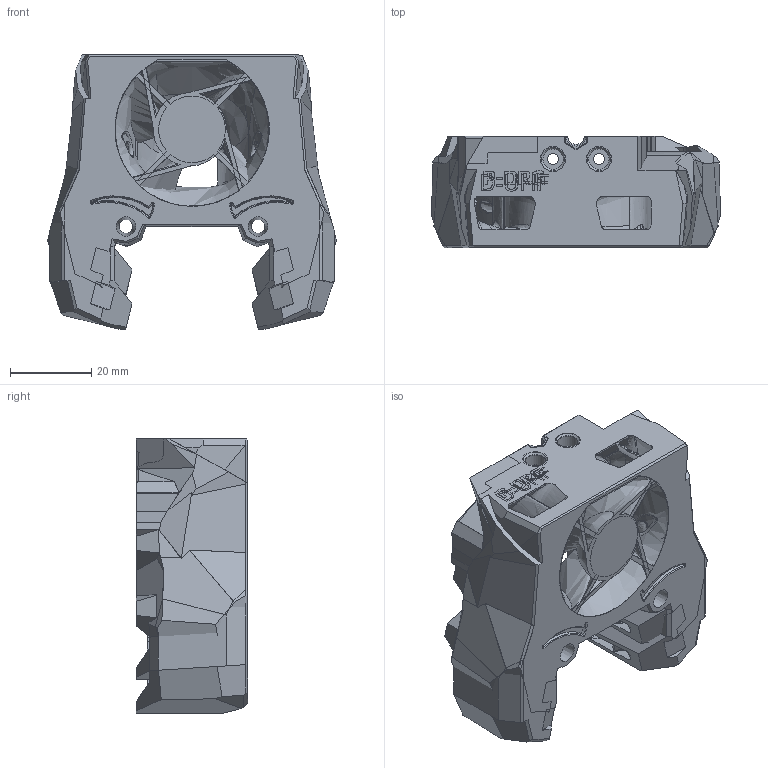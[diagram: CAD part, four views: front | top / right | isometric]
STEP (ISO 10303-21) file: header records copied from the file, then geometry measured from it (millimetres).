
FILE_DESCRIPTION(/* description */ (''),/* implementation_level */ '2;1');
FILE_NAME(/* name */ 'SB_Dragon_cutting_UHF_TH_Front.stp',/* time_stamp */ '2023-12-12T04:44:23+01:00',/* author */ (''),/* organization */ (''),/* preprocessor_version */ 'ST-DEVELOPER v16.7',/* originating_system */ 'SIEMENS PLM Software NX 1847',/* authorisation */ '');
FILE_SCHEMA (('AP203_CONFIGURATION_CONTROLLED_3D_DESIGN_OF_MECHANICAL_PARTS_AND_ASSEMBLIES_MIM_LF { 1 0 10303 403 2 1 2}'));
Products named in the file (1): SB_Dragon_cutting_UHF_TH_Front
Bounding box: 71.07 x 27.4 x 67.43 mm (x, y, z)
Volume: 129123.4 mm3; surface area: 75190.1 mm2
Topology: 3 solids, 5 shells, 1756 faces, 5374 edges, 3584 vertices
Faces by surface type: plane 847, bspline 607, cylinder 134, cone 124, extrusion 35, sphere 9
Full cylindrical faces by diameter (mm): 2.7 x2, 2.75 x4, 3.4 x6, 4.6 x7, 4.7 x7, 5 x6
Entity records: 125812 total; most frequent: CARTESIAN_POINT 83875, ORIENTED_EDGE 10498, DIRECTION 5790, EDGE_CURVE 5249, VERTEX_POINT 3571, VECTOR 2422, LINE 2387, B_SPLINE_CURVE_WITH_KNOTS 2325
